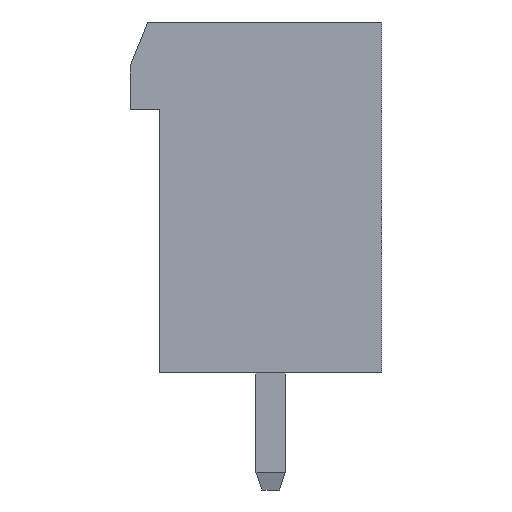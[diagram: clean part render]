
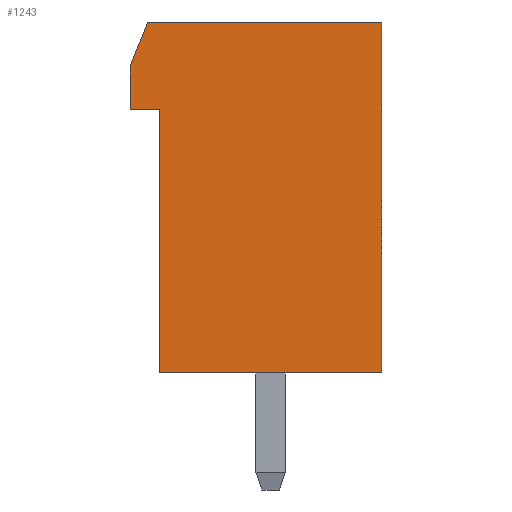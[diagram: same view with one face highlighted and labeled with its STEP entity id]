
A CAD part, left-side view. The second image highlights one B-rep face of the part: STEP entity #1243.
In plain terms, the highlighted planar face has unit normal (-1, 0, 0).
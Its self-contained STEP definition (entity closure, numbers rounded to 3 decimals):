
#22 = VERTEX_POINT('',#23);
#23 = CARTESIAN_POINT('',(-9.1,3.8,9.));
#32 = PLANE('',#33);
#33 = AXIS2_PLACEMENT_3D('',#34,#35,#36);
#34 = CARTESIAN_POINT('',(-9.1,3.8,9.));
#35 = DIRECTION('',(0.,1.,0.));
#36 = DIRECTION('',(0.,0.,-1.));
#44 = PLANE('',#45);
#45 = AXIS2_PLACEMENT_3D('',#46,#47,#48);
#46 = CARTESIAN_POINT('',(-9.1,4.8,9.));
#47 = DIRECTION('',(0.,0.,-1.));
#48 = DIRECTION('',(0.,-1.,0.));
#85 = VERTEX_POINT('',#86);
#86 = CARTESIAN_POINT('',(-9.1,3.8,0.));
#100 = PLANE('',#101);
#101 = AXIS2_PLACEMENT_3D('',#102,#103,#104);
#102 = CARTESIAN_POINT('',(-9.1,3.8,0.));
#103 = DIRECTION('',(0.,0.,-1.));
#104 = DIRECTION('',(0.,-1.,0.));
#112 = EDGE_CURVE('',#22,#85,#113,.T.);
#113 = SURFACE_CURVE('',#114,(#118,#125),.PCURVE_S1.);
#114 = LINE('',#115,#116);
#115 = CARTESIAN_POINT('',(-9.1,3.8,9.));
#116 = VECTOR('',#117,1.);
#117 = DIRECTION('',(0.,0.,-1.));
#118 = PCURVE('',#32,#119);
#119 = DEFINITIONAL_REPRESENTATION('',(#120),#124);
#120 = LINE('',#121,#122);
#121 = CARTESIAN_POINT('',(0.,0.));
#122 = VECTOR('',#123,1.);
#123 = DIRECTION('',(1.,0.));
#124 = ( GEOMETRIC_REPRESENTATION_CONTEXT(2)
PARAMETRIC_REPRESENTATION_CONTEXT() REPRESENTATION_CONTEXT('2D SPACE',''
) );
#125 = PCURVE('',#126,#131);
#126 = PLANE('',#127);
#127 = AXIS2_PLACEMENT_3D('',#128,#129,#130);
#128 = CARTESIAN_POINT('',(-9.1,3.8,0.));
#129 = DIRECTION('',(1.,0.,0.));
#130 = DIRECTION('',(0.,0.,1.));
#131 = DEFINITIONAL_REPRESENTATION('',(#132),#136);
#132 = LINE('',#133,#134);
#133 = CARTESIAN_POINT('',(9.,0.));
#134 = VECTOR('',#135,1.);
#135 = DIRECTION('',(-1.,0.));
#136 = ( GEOMETRIC_REPRESENTATION_CONTEXT(2)
PARAMETRIC_REPRESENTATION_CONTEXT() REPRESENTATION_CONTEXT('2D SPACE',''
) );
#142 = VERTEX_POINT('',#143);
#143 = CARTESIAN_POINT('',(-9.1,4.8,9.));
#159 = PLANE('',#160);
#160 = AXIS2_PLACEMENT_3D('',#161,#162,#163);
#161 = CARTESIAN_POINT('',(-9.1,4.8,10.5));
#162 = DIRECTION('',(0.,1.,0.));
#163 = DIRECTION('',(0.,0.,-1.));
#193 = EDGE_CURVE('',#142,#22,#194,.T.);
#194 = SURFACE_CURVE('',#195,(#199,#206),.PCURVE_S1.);
#195 = LINE('',#196,#197);
#196 = CARTESIAN_POINT('',(-9.1,4.8,9.));
#197 = VECTOR('',#198,1.);
#198 = DIRECTION('',(0.,-1.,0.));
#199 = PCURVE('',#44,#200);
#200 = DEFINITIONAL_REPRESENTATION('',(#201),#205);
#201 = LINE('',#202,#203);
#202 = CARTESIAN_POINT('',(0.,0.));
#203 = VECTOR('',#204,1.);
#204 = DIRECTION('',(1.,0.));
#205 = ( GEOMETRIC_REPRESENTATION_CONTEXT(2)
PARAMETRIC_REPRESENTATION_CONTEXT() REPRESENTATION_CONTEXT('2D SPACE',''
) );
#206 = PCURVE('',#126,#207);
#207 = DEFINITIONAL_REPRESENTATION('',(#208),#212);
#208 = LINE('',#209,#210);
#209 = CARTESIAN_POINT('',(9.,-1.));
#210 = VECTOR('',#211,1.);
#211 = DIRECTION('',(0.,1.));
#212 = ( GEOMETRIC_REPRESENTATION_CONTEXT(2)
PARAMETRIC_REPRESENTATION_CONTEXT() REPRESENTATION_CONTEXT('2D SPACE',''
) );
#242 = VERTEX_POINT('',#243);
#243 = CARTESIAN_POINT('',(-9.1,-3.8,0.));
#257 = PLANE('',#258);
#258 = AXIS2_PLACEMENT_3D('',#259,#260,#261);
#259 = CARTESIAN_POINT('',(-9.1,-3.8,0.));
#260 = DIRECTION('',(0.,-1.,0.));
#261 = DIRECTION('',(0.,0.,1.));
#269 = EDGE_CURVE('',#85,#242,#270,.T.);
#270 = SURFACE_CURVE('',#271,(#275,#282),.PCURVE_S1.);
#271 = LINE('',#272,#273);
#272 = CARTESIAN_POINT('',(-9.1,3.8,0.));
#273 = VECTOR('',#274,1.);
#274 = DIRECTION('',(0.,-1.,0.));
#275 = PCURVE('',#100,#276);
#276 = DEFINITIONAL_REPRESENTATION('',(#277),#281);
#277 = LINE('',#278,#279);
#278 = CARTESIAN_POINT('',(0.,0.));
#279 = VECTOR('',#280,1.);
#280 = DIRECTION('',(1.,0.));
#281 = ( GEOMETRIC_REPRESENTATION_CONTEXT(2)
PARAMETRIC_REPRESENTATION_CONTEXT() REPRESENTATION_CONTEXT('2D SPACE',''
) );
#282 = PCURVE('',#126,#283);
#283 = DEFINITIONAL_REPRESENTATION('',(#284),#288);
#284 = LINE('',#285,#286);
#285 = CARTESIAN_POINT('',(0.,0.));
#286 = VECTOR('',#287,1.);
#287 = DIRECTION('',(0.,1.));
#288 = ( GEOMETRIC_REPRESENTATION_CONTEXT(2)
PARAMETRIC_REPRESENTATION_CONTEXT() REPRESENTATION_CONTEXT('2D SPACE',''
) );
#1243 = ADVANCED_FACE('',(#1244),#126,.F.);
#1244 = FACE_BOUND('',#1245,.T.);
#1245 = EDGE_LOOP('',(#1246,#1247,#1270,#1298,#1326,#1347,#1348));
#1246 = ORIENTED_EDGE('',*,*,#269,.T.);
#1247 = ORIENTED_EDGE('',*,*,#1248,.T.);
#1248 = EDGE_CURVE('',#242,#1249,#1251,.T.);
#1249 = VERTEX_POINT('',#1250);
#1250 = CARTESIAN_POINT('',(-9.1,-3.8,12.));
#1251 = SURFACE_CURVE('',#1252,(#1256,#1263),.PCURVE_S1.);
#1252 = LINE('',#1253,#1254);
#1253 = CARTESIAN_POINT('',(-9.1,-3.8,0.));
#1254 = VECTOR('',#1255,1.);
#1255 = DIRECTION('',(0.,0.,1.));
#1256 = PCURVE('',#126,#1257);
#1257 = DEFINITIONAL_REPRESENTATION('',(#1258),#1262);
#1258 = LINE('',#1259,#1260);
#1259 = CARTESIAN_POINT('',(0.,7.6));
#1260 = VECTOR('',#1261,1.);
#1261 = DIRECTION('',(1.,0.));
#1262 = ( GEOMETRIC_REPRESENTATION_CONTEXT(2)
PARAMETRIC_REPRESENTATION_CONTEXT() REPRESENTATION_CONTEXT('2D SPACE',''
) );
#1263 = PCURVE('',#257,#1264);
#1264 = DEFINITIONAL_REPRESENTATION('',(#1265),#1269);
#1265 = LINE('',#1266,#1267);
#1266 = CARTESIAN_POINT('',(0.,0.));
#1267 = VECTOR('',#1268,1.);
#1268 = DIRECTION('',(1.,0.));
#1269 = ( GEOMETRIC_REPRESENTATION_CONTEXT(2)
PARAMETRIC_REPRESENTATION_CONTEXT() REPRESENTATION_CONTEXT('2D SPACE',''
) );
#1270 = ORIENTED_EDGE('',*,*,#1271,.T.);
#1271 = EDGE_CURVE('',#1249,#1272,#1274,.T.);
#1272 = VERTEX_POINT('',#1273);
#1273 = CARTESIAN_POINT('',(-9.1,4.2,12.));
#1274 = SURFACE_CURVE('',#1275,(#1279,#1286),.PCURVE_S1.);
#1275 = LINE('',#1276,#1277);
#1276 = CARTESIAN_POINT('',(-9.1,-3.8,12.));
#1277 = VECTOR('',#1278,1.);
#1278 = DIRECTION('',(0.,1.,0.));
#1279 = PCURVE('',#126,#1280);
#1280 = DEFINITIONAL_REPRESENTATION('',(#1281),#1285);
#1281 = LINE('',#1282,#1283);
#1282 = CARTESIAN_POINT('',(12.,7.6));
#1283 = VECTOR('',#1284,1.);
#1284 = DIRECTION('',(0.,-1.));
#1285 = ( GEOMETRIC_REPRESENTATION_CONTEXT(2)
PARAMETRIC_REPRESENTATION_CONTEXT() REPRESENTATION_CONTEXT('2D SPACE',''
) );
#1286 = PCURVE('',#1287,#1292);
#1287 = PLANE('',#1288);
#1288 = AXIS2_PLACEMENT_3D('',#1289,#1290,#1291);
#1289 = CARTESIAN_POINT('',(-9.1,-3.8,12.));
#1290 = DIRECTION('',(0.,0.,1.));
#1291 = DIRECTION('',(0.,1.,0.));
#1292 = DEFINITIONAL_REPRESENTATION('',(#1293),#1297);
#1293 = LINE('',#1294,#1295);
#1294 = CARTESIAN_POINT('',(0.,0.));
#1295 = VECTOR('',#1296,1.);
#1296 = DIRECTION('',(1.,0.));
#1297 = ( GEOMETRIC_REPRESENTATION_CONTEXT(2)
PARAMETRIC_REPRESENTATION_CONTEXT() REPRESENTATION_CONTEXT('2D SPACE',''
) );
#1298 = ORIENTED_EDGE('',*,*,#1299,.T.);
#1299 = EDGE_CURVE('',#1272,#1300,#1302,.T.);
#1300 = VERTEX_POINT('',#1301);
#1301 = CARTESIAN_POINT('',(-9.1,4.8,10.5));
#1302 = SURFACE_CURVE('',#1303,(#1307,#1314),.PCURVE_S1.);
#1303 = LINE('',#1304,#1305);
#1304 = CARTESIAN_POINT('',(-9.1,4.2,12.));
#1305 = VECTOR('',#1306,1.);
#1306 = DIRECTION('',(0.,0.371,-0.928));
#1307 = PCURVE('',#126,#1308);
#1308 = DEFINITIONAL_REPRESENTATION('',(#1309),#1313);
#1309 = LINE('',#1310,#1311);
#1310 = CARTESIAN_POINT('',(12.,-0.4));
#1311 = VECTOR('',#1312,1.);
#1312 = DIRECTION('',(-0.928,-0.371));
#1313 = ( GEOMETRIC_REPRESENTATION_CONTEXT(2)
PARAMETRIC_REPRESENTATION_CONTEXT() REPRESENTATION_CONTEXT('2D SPACE',''
) );
#1314 = PCURVE('',#1315,#1320);
#1315 = PLANE('',#1316);
#1316 = AXIS2_PLACEMENT_3D('',#1317,#1318,#1319);
#1317 = CARTESIAN_POINT('',(-9.1,4.2,12.));
#1318 = DIRECTION('',(0.,0.928,0.371));
#1319 = DIRECTION('',(0.,0.371,-0.928));
#1320 = DEFINITIONAL_REPRESENTATION('',(#1321),#1325);
#1321 = LINE('',#1322,#1323);
#1322 = CARTESIAN_POINT('',(0.,0.));
#1323 = VECTOR('',#1324,1.);
#1324 = DIRECTION('',(1.,0.));
#1325 = ( GEOMETRIC_REPRESENTATION_CONTEXT(2)
PARAMETRIC_REPRESENTATION_CONTEXT() REPRESENTATION_CONTEXT('2D SPACE',''
) );
#1326 = ORIENTED_EDGE('',*,*,#1327,.T.);
#1327 = EDGE_CURVE('',#1300,#142,#1328,.T.);
#1328 = SURFACE_CURVE('',#1329,(#1333,#1340),.PCURVE_S1.);
#1329 = LINE('',#1330,#1331);
#1330 = CARTESIAN_POINT('',(-9.1,4.8,10.5));
#1331 = VECTOR('',#1332,1.);
#1332 = DIRECTION('',(0.,0.,-1.));
#1333 = PCURVE('',#126,#1334);
#1334 = DEFINITIONAL_REPRESENTATION('',(#1335),#1339);
#1335 = LINE('',#1336,#1337);
#1336 = CARTESIAN_POINT('',(10.5,-1.));
#1337 = VECTOR('',#1338,1.);
#1338 = DIRECTION('',(-1.,0.));
#1339 = ( GEOMETRIC_REPRESENTATION_CONTEXT(2)
PARAMETRIC_REPRESENTATION_CONTEXT() REPRESENTATION_CONTEXT('2D SPACE',''
) );
#1340 = PCURVE('',#159,#1341);
#1341 = DEFINITIONAL_REPRESENTATION('',(#1342),#1346);
#1342 = LINE('',#1343,#1344);
#1343 = CARTESIAN_POINT('',(0.,0.));
#1344 = VECTOR('',#1345,1.);
#1345 = DIRECTION('',(1.,0.));
#1346 = ( GEOMETRIC_REPRESENTATION_CONTEXT(2)
PARAMETRIC_REPRESENTATION_CONTEXT() REPRESENTATION_CONTEXT('2D SPACE',''
) );
#1347 = ORIENTED_EDGE('',*,*,#193,.T.);
#1348 = ORIENTED_EDGE('',*,*,#112,.T.);
